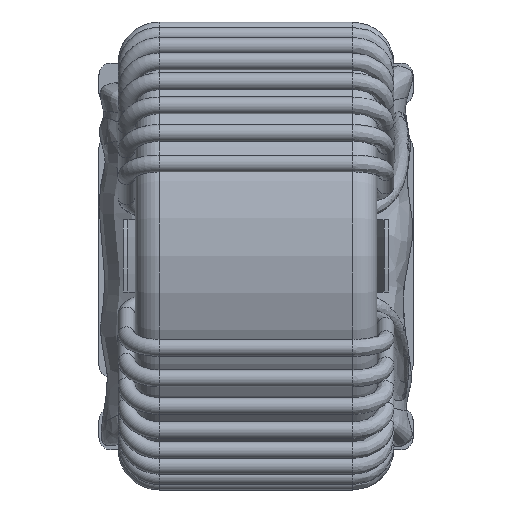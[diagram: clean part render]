
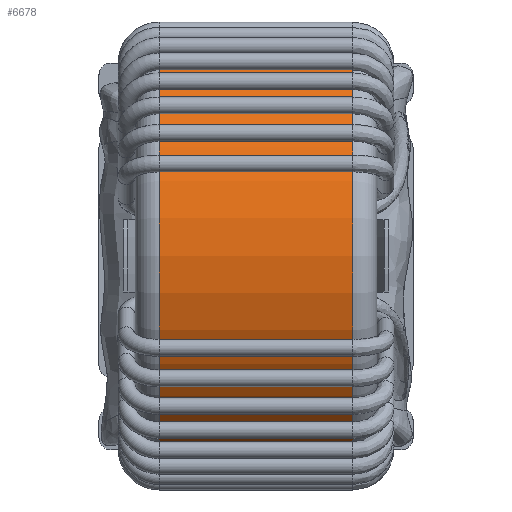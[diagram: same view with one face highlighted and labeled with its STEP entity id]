
A CAD part, top view. The second image highlights one B-rep face of the part: STEP entity #6678.
In plain terms, the highlighted cylindrical face has radius 9 mm (diameter 18 mm), a full revolution.
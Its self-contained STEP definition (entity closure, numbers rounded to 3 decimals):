
#788=CYLINDRICAL_SURFACE('',#10484,9.);
#2006=ORIENTED_EDGE('',*,*,#3182,.F.);
#2007=ORIENTED_EDGE('',*,*,#3179,.T.);
#3179=EDGE_CURVE('',#3941,#3941,#4485,.T.);
#3182=EDGE_CURVE('',#3944,#3944,#4488,.T.);
#3941=VERTEX_POINT('',#35423);
#3944=VERTEX_POINT('',#35430);
#4485=CIRCLE('',#10471,9.);
#4488=CIRCLE('',#10475,9.);
#5250=EDGE_LOOP('',(#2006));
#5251=EDGE_LOOP('',(#2007));
#6069=FACE_BOUND('',#5250,.T.);
#6070=FACE_BOUND('',#5251,.T.);
#6678=ADVANCED_FACE('',(#6069,#6070),#788,.T.);
#10471=AXIS2_PLACEMENT_3D('',#35422,#11868,#11869);
#10475=AXIS2_PLACEMENT_3D('',#35429,#11876,#11877);
#10484=AXIS2_PLACEMENT_3D('',#35443,#11894,#11895);
#11868=DIRECTION('',(0.,1.,0.));
#11869=DIRECTION('',(0.,0.,1.));
#11876=DIRECTION('',(0.,1.,0.));
#11877=DIRECTION('',(0.,0.,1.));
#11894=DIRECTION('',(0.,1.,0.));
#11895=DIRECTION('',(0.,0.,1.));
#35422=CARTESIAN_POINT('',(0.,-4.,9.1));
#35423=CARTESIAN_POINT('',(0.,-4.,18.1));
#35429=CARTESIAN_POINT('',(0.,4.,9.1));
#35430=CARTESIAN_POINT('',(0.,4.,18.1));
#35443=CARTESIAN_POINT('',(0.,-5.,9.1));
